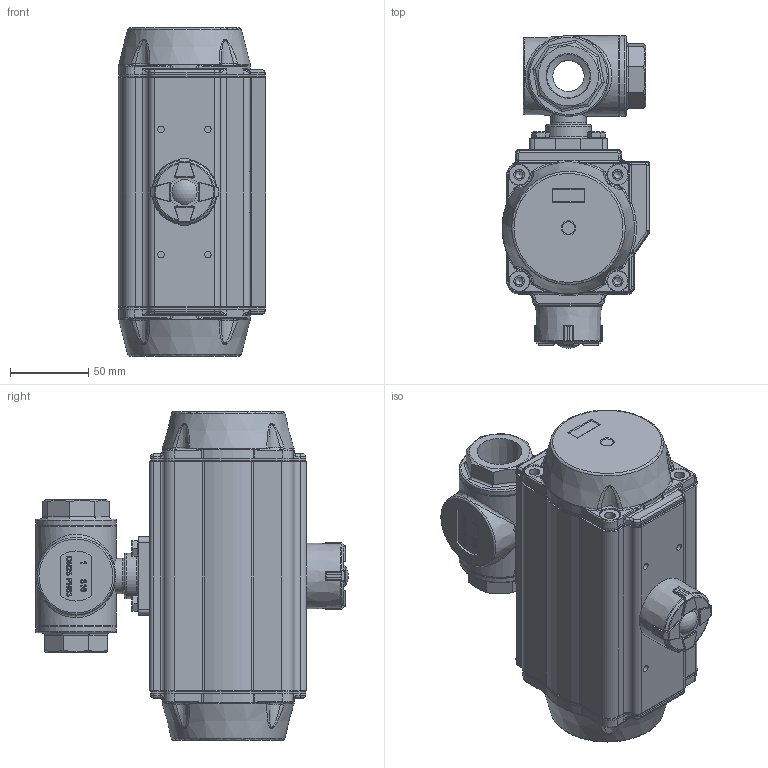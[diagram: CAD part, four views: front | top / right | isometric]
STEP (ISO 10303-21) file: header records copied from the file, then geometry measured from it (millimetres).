
FILE_DESCRIPTION(/* description */ ('Unknown'),/* implementation_level */ '2;1');
FILE_NAME(/* name */ 'PE03 9338_9339-06',/* time_stamp */ '2025-03-25T11:59:42+01:00',/* author */ ('Unknown'),/* organization */ ('Unknown'),/* preprocessor_version */ 'ST-DEVELOPER v19.4',/* originating_system */ 'Solid Edge',/* authorisation */ 'Unknown');
FILE_SCHEMA (('AUTOMOTIVE_DESIGN {1 0 10303 214 3 1 1}'));
Length unit declared in the file: millimetre
Products named in the file (21): PE03 9338_9339-06; 9339-06; Cap; NUT DN25; Body Gsake; Nut Stopper; Body; 003; Thrust Washert; Stem; DIN 933 M6x18 A2-70 BLK_EDST; PD04_PE03; vt75-2016-06-25; VTE75埴詰; vt75-2016-06-25  酘傷裔; huosai75; Welle; Optische Anzeige; ______; ________(___________; cup head nib bolts with large head gb_GB_FASTENER_BOLT_CHNBW M6X25-N
Assembly tree (31 placements, depth 4):
  PE03 9338_9339-06
    9339-06
      Cap  x3
      NUT DN25
      Body Gsake  x3
      Nut Stopper
      Body
      003
        Thrust Washert
        Stem
    DIN 933 M6x18 A2-70 BLK_EDST  x4
    PD04_PE03
      vt75-2016-06-25
      VTE75埴詰
      vt75-2016-06-25  酘傷裔
      huosai75  x2
      Welle
      Optische Anzeige
        ______
        ________(___________  x4
        cup head nib bolts with large head gb_GB_FASTENER_BOLT_CHNBW M6X25-N
Bounding box: 94.39 x 199.85 x 210 mm (x, y, z)
Volume: 1043316.6 mm3; surface area: 333707.2 mm2
Topology: 27 solids, 27 shells, 3184 faces, 7815 edges, 4796 vertices
Faces by surface type: plane 961, cylinder 849, bspline 714, torus 418, cone 201, sphere 41
Full cylindrical faces by diameter (mm): 3 x16, 3.3 x8, 4.134 x8, 4.66 x1, 4.917 x13, 5 x1, 5.5 x1, 6 x5, 6.2 x1, 6.647 x6, 10 x4, 11 x1, 11.445 x2, 12 x2, 12.5 x1, 13 x10, 14 x4, 14.1 x1, 16.2 x2, 16.4 x1, 16.5 x1, 16.7 x1, 17.5 x1, 18 x2, 18.7 x1, 20 x11, 21 x12, 22.5 x1, 23 x2, 23.5 x1
Entity records: 109559 total; most frequent: CARTESIAN_POINT 58969, ORIENTED_EDGE 11080, DIRECTION 8737, EDGE_CURVE 5540, VERTEX_POINT 3642, AXIS2_PLACEMENT_3D 3351, FACE_BOUND 2894, EDGE_LOOP 2878
